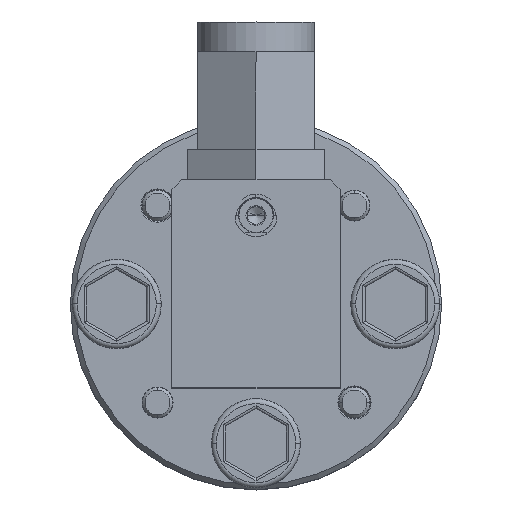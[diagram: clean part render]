
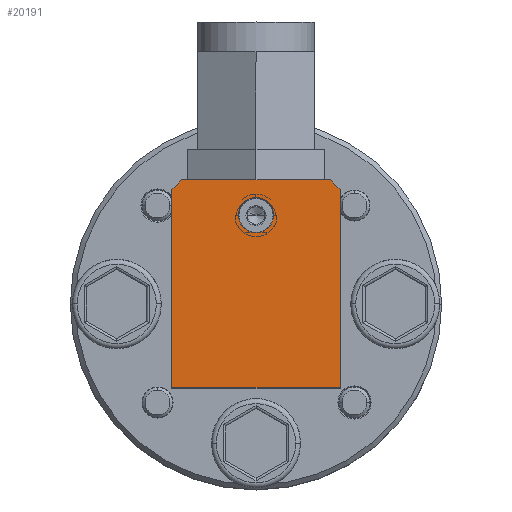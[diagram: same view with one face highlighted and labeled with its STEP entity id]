
A CAD part, top view. The second image highlights one B-rep face of the part: STEP entity #20191.
In plain terms, the highlighted planar face has unit normal (0, 0, 1).
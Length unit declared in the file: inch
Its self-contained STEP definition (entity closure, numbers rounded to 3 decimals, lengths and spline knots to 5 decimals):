
#468 = DIRECTION ( 'NONE',  ( 0., -1., 0. ) ) ;
#835 = VECTOR ( 'NONE', #13553, 39.37008 ) ;
#910 = VERTEX_POINT ( 'NONE', #3891 ) ;
#1023 = AXIS2_PLACEMENT_3D ( 'NONE', #22079, #2668, #4651 ) ;
#1638 = VERTEX_POINT ( 'NONE', #26736 ) ;
#1817 = DIRECTION ( 'NONE',  ( 0., 1., 0. ) ) ;
#1924 = EDGE_CURVE ( 'NONE', #19245, #910, #5474, .T. ) ;
#2110 = VECTOR ( 'NONE', #468, 39.37008 ) ;
#2277 = CARTESIAN_POINT ( 'NONE',  ( 0.17, 0.2495, 1.16 ) ) ;
#2285 = CARTESIAN_POINT ( 'NONE',  ( 0.15, 0.2495, 1.16 ) ) ;
#2358 = ORIENTED_EDGE ( 'NONE', *, *, #6682, .T. ) ;
#2668 = DIRECTION ( 'NONE',  ( 0., 0., 1. ) ) ;
#3455 = EDGE_CURVE ( 'NONE', #4019, #25582, #18540, .T. ) ;
#3472 = VECTOR ( 'NONE', #4449, 39.37008 ) ;
#3891 = CARTESIAN_POINT ( 'NONE',  ( -0.035, 0.1775, 1.16 ) ) ;
#4019 = VERTEX_POINT ( 'NONE', #9009 ) ;
#4449 = DIRECTION ( 'NONE',  ( 1., 0., 0. ) ) ;
#4651 = DIRECTION ( 'NONE',  ( 1., 0., 0. ) ) ;
#5331 = VERTEX_POINT ( 'NONE', #11905 ) ;
#5474 = CIRCLE ( 'NONE', #14163, 0.035 ) ;
#5980 = CARTESIAN_POINT ( 'NONE',  ( 0.17, 0.17, 1.16 ) ) ;
#6682 = EDGE_CURVE ( 'NONE', #15442, #1638, #9258, .T. ) ;
#6997 = AXIS2_PLACEMENT_3D ( 'NONE', #16888, #21281, #17190 ) ;
#7592 = ORIENTED_EDGE ( 'NONE', *, *, #1924, .F. ) ;
#7636 = VECTOR ( 'NONE', #22074, 39.37008 ) ;
#7763 = FACE_OUTER_BOUND ( 'NONE', #26231, .T. ) ;
#8359 = DIRECTION ( 'NONE',  ( 1., 0., 0. ) ) ;
#8464 = CARTESIAN_POINT ( 'NONE',  ( 0.17, -0.17, 1.16 ) ) ;
#8490 = EDGE_LOOP ( 'NONE', ( #7592, #17878 ) ) ;
#9009 = CARTESIAN_POINT ( 'NONE',  ( 0.17, 0.2295, 1.16 ) ) ;
#9258 = LINE ( 'NONE', #22091, #2110 ) ;
#10516 = PLANE ( 'NONE',  #6997 ) ;
#11060 = LINE ( 'NONE', #13295, #7636 ) ;
#11905 = CARTESIAN_POINT ( 'NONE',  ( -0.15, 0.2495, 1.16 ) ) ;
#12613 = ORIENTED_EDGE ( 'NONE', *, *, #17840, .F. ) ;
#13295 = CARTESIAN_POINT ( 'NONE',  ( -0.17, -0.17, 1.16 ) ) ;
#13464 = CARTESIAN_POINT ( 'NONE',  ( 0.19975, 0.19975, 1.16 ) ) ;
#13553 = DIRECTION ( 'NONE',  ( -0.707, 0.707, 0. ) ) ;
#13761 = VECTOR ( 'NONE', #1817, 39.37008 ) ;
#13874 = VECTOR ( 'NONE', #22016, 39.37008 ) ;
#14163 = AXIS2_PLACEMENT_3D ( 'NONE', #14618, #25610, #8359 ) ;
#14169 = ORIENTED_EDGE ( 'NONE', *, *, #16177, .T. ) ;
#14205 = FACE_BOUND ( 'NONE', #8490, .T. ) ;
#14618 = CARTESIAN_POINT ( 'NONE',  ( 0., 0.1775, 1.16 ) ) ;
#15442 = VERTEX_POINT ( 'NONE', #15544 ) ;
#15544 = CARTESIAN_POINT ( 'NONE',  ( -0.17, 0.2295, 1.16 ) ) ;
#16067 = EDGE_CURVE ( 'NONE', #26709, #4019, #19594, .T. ) ;
#16177 = EDGE_CURVE ( 'NONE', #1638, #26709, #11060, .T. ) ;
#16888 = CARTESIAN_POINT ( 'NONE',  ( 0., 0., 1.16 ) ) ;
#17190 = DIRECTION ( 'NONE',  ( 1., 0., 0. ) ) ;
#17535 = CARTESIAN_POINT ( 'NONE',  ( 0.035, 0.1775, 1.16 ) ) ;
#17830 = CARTESIAN_POINT ( 'NONE',  ( -0.19975, 0.19975, 1.16 ) ) ;
#17840 = EDGE_CURVE ( 'NONE', #5331, #25582, #25653, .T. ) ;
#17878 = ORIENTED_EDGE ( 'NONE', *, *, #25567, .F. ) ;
#18540 = LINE ( 'NONE', #13464, #835 ) ;
#19245 = VERTEX_POINT ( 'NONE', #17535 ) ;
#19594 = LINE ( 'NONE', #5980, #13761 ) ;
#19826 = ORIENTED_EDGE ( 'NONE', *, *, #3455, .T. ) ;
#20191 = ADVANCED_FACE ( 'NONE', ( #14205, #7763 ), #10516, .T. ) ;
#20313 = ORIENTED_EDGE ( 'NONE', *, *, #16067, .T. ) ;
#21281 = DIRECTION ( 'NONE',  ( 0., 0., 1. ) ) ;
#22016 = DIRECTION ( 'NONE',  ( -0.707, -0.707, 0. ) ) ;
#22074 = DIRECTION ( 'NONE',  ( 1., 0., 0. ) ) ;
#22079 = CARTESIAN_POINT ( 'NONE',  ( 0., 0.1775, 1.16 ) ) ;
#22091 = CARTESIAN_POINT ( 'NONE',  ( -0.17, 0.17, 1.16 ) ) ;
#23814 = LINE ( 'NONE', #17830, #13874 ) ;
#25567 = EDGE_CURVE ( 'NONE', #910, #19245, #25955, .T. ) ;
#25582 = VERTEX_POINT ( 'NONE', #2285 ) ;
#25610 = DIRECTION ( 'NONE',  ( 0., 0., 1. ) ) ;
#25653 = LINE ( 'NONE', #2277, #3472 ) ;
#25914 = ORIENTED_EDGE ( 'NONE', *, *, #27800, .T. ) ;
#25955 = CIRCLE ( 'NONE', #1023, 0.035 ) ;
#26231 = EDGE_LOOP ( 'NONE', ( #20313, #19826, #12613, #25914, #2358, #14169 ) ) ;
#26709 = VERTEX_POINT ( 'NONE', #8464 ) ;
#26736 = CARTESIAN_POINT ( 'NONE',  ( -0.17, -0.17, 1.16 ) ) ;
#27800 = EDGE_CURVE ( 'NONE', #5331, #15442, #23814, .T. ) ;
